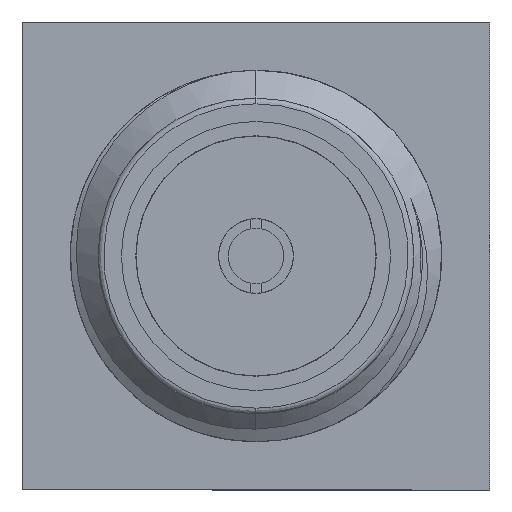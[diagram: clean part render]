
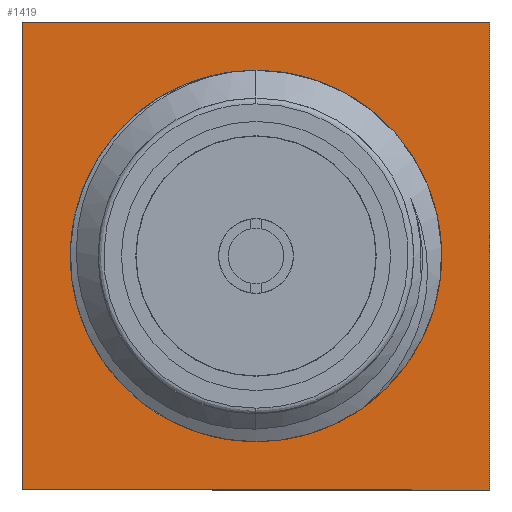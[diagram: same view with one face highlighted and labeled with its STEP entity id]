
A CAD part, left-side view. The second image highlights one B-rep face of the part: STEP entity #1419.
In plain terms, the highlighted planar face has unit normal (-1, 0, 0).
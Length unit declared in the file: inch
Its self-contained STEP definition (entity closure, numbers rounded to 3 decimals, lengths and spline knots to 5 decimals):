
#17 = CARTESIAN_POINT ( 'NONE',  ( 0.31024, -0.15748, 0.15748 ) ) ;
#18 = VERTEX_POINT ( 'NONE', #3172 ) ;
#40 = AXIS2_PLACEMENT_3D ( 'NONE', #657, #1666, #2983 ) ;
#99 = VECTOR ( 'NONE', #1959, 39.37008 ) ;
#148 = AXIS2_PLACEMENT_3D ( 'NONE', #477, #967, #244 ) ;
#160 = CARTESIAN_POINT ( 'NONE',  ( 0.31024, -0.15748, 0.15748 ) ) ;
#170 = EDGE_CURVE ( 'NONE', #2764, #1892, #2199, .T. ) ;
#174 = EDGE_CURVE ( 'NONE', #1659, #1521, #915, .T. ) ;
#184 = VECTOR ( 'NONE', #918, 39.37008 ) ;
#186 = CARTESIAN_POINT ( 'NONE',  ( 0.31024, 0.15748, -0.15748 ) ) ;
#196 = EDGE_CURVE ( 'NONE', #1521, #2764, #1150, .T. ) ;
#216 = ORIENTED_EDGE ( 'NONE', *, *, #2906, .T. ) ;
#244 = DIRECTION ( 'NONE',  ( 0., 0., -1. ) ) ;
#414 = VECTOR ( 'NONE', #1922, 39.37008 ) ;
#477 = CARTESIAN_POINT ( 'NONE',  ( 0.31024, 0., 0. ) ) ;
#657 = CARTESIAN_POINT ( 'NONE',  ( 0.31024, 0., 0. ) ) ;
#737 = VECTOR ( 'NONE', #2950, 39.37008 ) ;
#751 = ORIENTED_EDGE ( 'NONE', *, *, #3092, .T. ) ;
#798 = VERTEX_POINT ( 'NONE', #3126 ) ;
#810 = CARTESIAN_POINT ( 'NONE',  ( 0.31024, -0.15748, -0.15748 ) ) ;
#859 = ORIENTED_EDGE ( 'NONE', *, *, #174, .T. ) ;
#903 = CARTESIAN_POINT ( 'NONE',  ( 0.31024, 0.15748, 0.15748 ) ) ;
#915 = LINE ( 'NONE', #2690, #737 ) ;
#918 = DIRECTION ( 'NONE',  ( 0., 0., 1. ) ) ;
#924 = ORIENTED_EDGE ( 'NONE', *, *, #170, .T. ) ;
#967 = DIRECTION ( 'NONE',  ( 1., 0., 0. ) ) ;
#1150 = LINE ( 'NONE', #903, #414 ) ;
#1170 = EDGE_CURVE ( 'NONE', #1892, #1659, #1269, .T. ) ;
#1269 = LINE ( 'NONE', #160, #184 ) ;
#1419 = ADVANCED_FACE ( 'NONE', ( #1429, #2400 ), #2446, .T. ) ;
#1429 = FACE_BOUND ( 'NONE', #3258, .T. ) ;
#1521 = VERTEX_POINT ( 'NONE', #2748 ) ;
#1580 = CIRCLE ( 'NONE', #148, 0.1063 ) ;
#1659 = VERTEX_POINT ( 'NONE', #17 ) ;
#1666 = DIRECTION ( 'NONE',  ( 1., 0., 0. ) ) ;
#1892 = VERTEX_POINT ( 'NONE', #810 ) ;
#1919 = DIRECTION ( 'NONE',  ( 0., 0., 1. ) ) ;
#1922 = DIRECTION ( 'NONE',  ( 0., 0., -1. ) ) ;
#1959 = DIRECTION ( 'NONE',  ( 0., -1., 0. ) ) ;
#2122 = CARTESIAN_POINT ( 'NONE',  ( 0.31024, 0., 0. ) ) ;
#2199 = LINE ( 'NONE', #3200, #99 ) ;
#2400 = FACE_OUTER_BOUND ( 'NONE', #2949, .T. ) ;
#2446 = PLANE ( 'NONE',  #2527 ) ;
#2527 = AXIS2_PLACEMENT_3D ( 'NONE', #2122, #3181, #1919 ) ;
#2651 = CIRCLE ( 'NONE', #40, 0.1063 ) ;
#2690 = CARTESIAN_POINT ( 'NONE',  ( 0.31024, 0.15748, 0.15748 ) ) ;
#2725 = ORIENTED_EDGE ( 'NONE', *, *, #1170, .T. ) ;
#2748 = CARTESIAN_POINT ( 'NONE',  ( 0.31024, 0.15748, 0.15748 ) ) ;
#2764 = VERTEX_POINT ( 'NONE', #186 ) ;
#2906 = EDGE_CURVE ( 'NONE', #18, #798, #2651, .T. ) ;
#2949 = EDGE_LOOP ( 'NONE', ( #924, #2725, #859, #3207 ) ) ;
#2950 = DIRECTION ( 'NONE',  ( 0., 1., 0. ) ) ;
#2983 = DIRECTION ( 'NONE',  ( 0., 0., -1. ) ) ;
#3092 = EDGE_CURVE ( 'NONE', #798, #18, #1580, .T. ) ;
#3126 = CARTESIAN_POINT ( 'NONE',  ( 0.31024, 0., 0.1063 ) ) ;
#3172 = CARTESIAN_POINT ( 'NONE',  ( 0.31024, 0., -0.1063 ) ) ;
#3181 = DIRECTION ( 'NONE',  ( -1., 0., 0. ) ) ;
#3200 = CARTESIAN_POINT ( 'NONE',  ( 0.31024, 0.15748, -0.15748 ) ) ;
#3207 = ORIENTED_EDGE ( 'NONE', *, *, #196, .T. ) ;
#3258 = EDGE_LOOP ( 'NONE', ( #216, #751 ) ) ;
